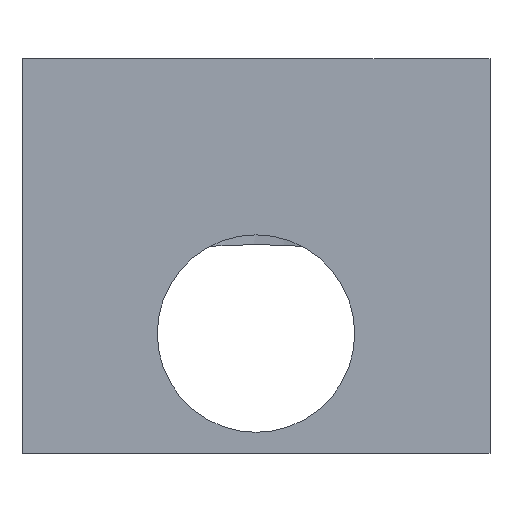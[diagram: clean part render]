
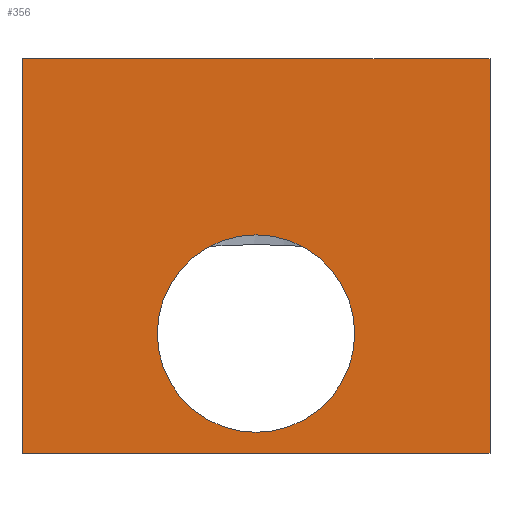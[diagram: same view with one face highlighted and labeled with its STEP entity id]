
A CAD part, front view. The second image highlights one B-rep face of the part: STEP entity #356.
In plain terms, the highlighted planar face has unit normal (0, -1, 0).
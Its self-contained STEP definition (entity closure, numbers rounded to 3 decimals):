
#35 = VECTOR ( 'NONE', #221, 1000. ) ;
#40 = VERTEX_POINT ( 'NONE', #609 ) ;
#44 = ORIENTED_EDGE ( 'NONE', *, *, #137, .F. ) ;
#60 = CIRCLE ( 'NONE', #248, 7. ) ;
#61 = CARTESIAN_POINT ( 'NONE',  ( 23.056, -33.828, 28. ) ) ;
#87 = FACE_OUTER_BOUND ( 'NONE', #261, .T. ) ;
#89 = ORIENTED_EDGE ( 'NONE', *, *, #558, .T. ) ;
#90 = EDGE_CURVE ( 'NONE', #681, #291, #555, .T. ) ;
#91 = LINE ( 'NONE', #690, #35 ) ;
#93 = CIRCLE ( 'NONE', #536, 7. ) ;
#126 = CARTESIAN_POINT ( 'NONE',  ( 6.467, -33.828, 8.5 ) ) ;
#137 = EDGE_CURVE ( 'NONE', #617, #328, #242, .T. ) ;
#145 = CARTESIAN_POINT ( 'NONE',  ( -10.121, -33.828, 28. ) ) ;
#155 = VECTOR ( 'NONE', #307, 1000. ) ;
#199 = PLANE ( 'NONE',  #567 ) ;
#202 = EDGE_CURVE ( 'NONE', #466, #40, #93, .T. ) ;
#221 = DIRECTION ( 'NONE',  ( 1., 0., 0. ) ) ;
#222 = EDGE_CURVE ( 'NONE', #681, #617, #671, .T. ) ;
#242 = LINE ( 'NONE', #391, #513 ) ;
#243 = DIRECTION ( 'NONE',  ( 0., 0., 1. ) ) ;
#246 = DIRECTION ( 'NONE',  ( 0., 1., 0. ) ) ;
#248 = AXIS2_PLACEMENT_3D ( 'NONE', #371, #263, #520 ) ;
#260 = DIRECTION ( 'NONE',  ( 0., 0., 1. ) ) ;
#261 = EDGE_LOOP ( 'NONE', ( #89, #44, #480, #471 ) ) ;
#263 = DIRECTION ( 'NONE',  ( 0., 1., 0. ) ) ;
#291 = VERTEX_POINT ( 'NONE', #611 ) ;
#307 = DIRECTION ( 'NONE',  ( 1., 0., 0. ) ) ;
#321 = EDGE_LOOP ( 'NONE', ( #629, #359 ) ) ;
#328 = VERTEX_POINT ( 'NONE', #583 ) ;
#345 = EDGE_CURVE ( 'NONE', #40, #466, #60, .T. ) ;
#356 = ADVANCED_FACE ( 'NONE', ( #490, #87 ), #199, .F. ) ;
#359 = ORIENTED_EDGE ( 'NONE', *, *, #202, .T. ) ;
#371 = CARTESIAN_POINT ( 'NONE',  ( 6.467, -33.828, 8.5 ) ) ;
#391 = CARTESIAN_POINT ( 'NONE',  ( 23.056, -33.828, 28. ) ) ;
#398 = CARTESIAN_POINT ( 'NONE',  ( 6.467, -33.828, 1.5 ) ) ;
#411 = CARTESIAN_POINT ( 'NONE',  ( -10.121, -33.828, 28. ) ) ;
#450 = CARTESIAN_POINT ( 'NONE',  ( -10.121, -33.828, 28. ) ) ;
#457 = CARTESIAN_POINT ( 'NONE',  ( -10.121, -33.828, 28. ) ) ;
#461 = VECTOR ( 'NONE', #597, 1000. ) ;
#466 = VERTEX_POINT ( 'NONE', #398 ) ;
#471 = ORIENTED_EDGE ( 'NONE', *, *, #90, .T. ) ;
#480 = ORIENTED_EDGE ( 'NONE', *, *, #222, .F. ) ;
#490 = FACE_BOUND ( 'NONE', #321, .T. ) ;
#513 = VECTOR ( 'NONE', #600, 1000. ) ;
#520 = DIRECTION ( 'NONE',  ( 0., 0., 1. ) ) ;
#536 = AXIS2_PLACEMENT_3D ( 'NONE', #126, #246, #243 ) ;
#555 = LINE ( 'NONE', #450, #461 ) ;
#558 = EDGE_CURVE ( 'NONE', #291, #328, #91, .T. ) ;
#567 = AXIS2_PLACEMENT_3D ( 'NONE', #145, #574, #260 ) ;
#574 = DIRECTION ( 'NONE',  ( 0., 1., 0. ) ) ;
#583 = CARTESIAN_POINT ( 'NONE',  ( 23.056, -33.828, 0. ) ) ;
#597 = DIRECTION ( 'NONE',  ( 0., 0., -1. ) ) ;
#600 = DIRECTION ( 'NONE',  ( 0., 0., -1. ) ) ;
#609 = CARTESIAN_POINT ( 'NONE',  ( 6.467, -33.828, 15.5 ) ) ;
#611 = CARTESIAN_POINT ( 'NONE',  ( -10.121, -33.828, 0. ) ) ;
#617 = VERTEX_POINT ( 'NONE', #61 ) ;
#629 = ORIENTED_EDGE ( 'NONE', *, *, #345, .T. ) ;
#671 = LINE ( 'NONE', #411, #155 ) ;
#681 = VERTEX_POINT ( 'NONE', #457 ) ;
#690 = CARTESIAN_POINT ( 'NONE',  ( -10.121, -33.828, 0. ) ) ;
